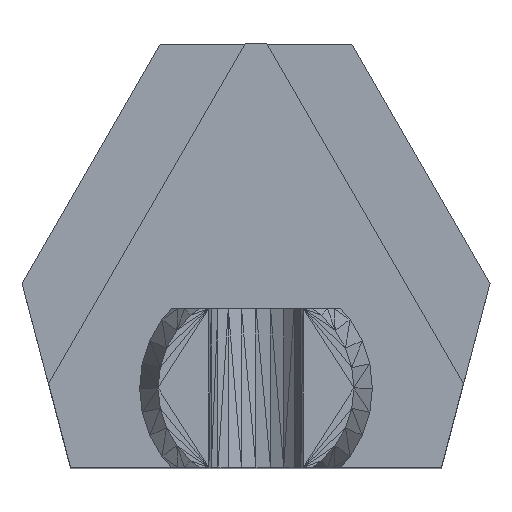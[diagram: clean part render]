
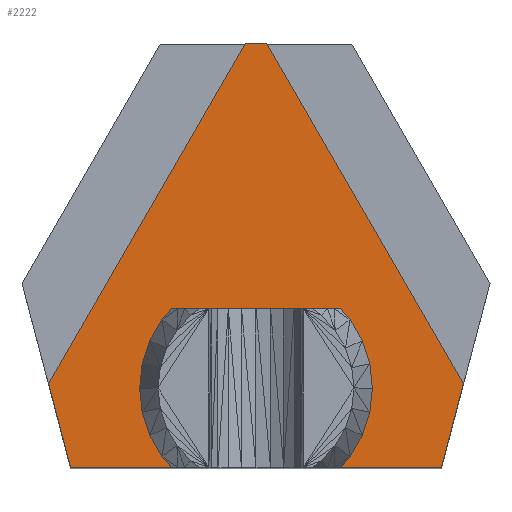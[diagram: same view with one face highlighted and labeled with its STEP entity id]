
A CAD part, top view. The second image highlights one B-rep face of the part: STEP entity #2222.
In plain terms, the highlighted planar face has unit normal (0, 0, 1).
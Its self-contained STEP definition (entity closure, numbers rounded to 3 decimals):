
#112 = VECTOR ( 'NONE', #6240, 1000. ) ;
#430 = VECTOR ( 'NONE', #788, 1000. ) ;
#559 = ORIENTED_EDGE ( 'NONE', *, *, #6458, .T. ) ;
#698 = EDGE_CURVE ( 'NONE', #1113, #1431, #8354, .T. ) ;
#788 = DIRECTION ( 'NONE',  ( -0.5, 0.866, 0. ) ) ;
#1052 = DIRECTION ( 'NONE',  ( -1., 0., 0. ) ) ;
#1113 = VERTEX_POINT ( 'NONE', #2693 ) ;
#1161 = DIRECTION ( 'NONE',  ( 1., 0., 0. ) ) ;
#1431 = VERTEX_POINT ( 'NONE', #9148 ) ;
#1492 = LINE ( 'NONE', #4356, #430 ) ;
#1685 = ORIENTED_EDGE ( 'NONE', *, *, #7723, .T. ) ;
#1756 = CARTESIAN_POINT ( 'NONE',  ( -2.598, 7.5, 18. ) ) ;
#2222 = ADVANCED_FACE ( 'NONE', ( #4222 ), #4971, .F. ) ;
#2389 = EDGE_CURVE ( 'NONE', #8608, #6503, #1492, .T. ) ;
#2584 = LINE ( 'NONE', #3980, #4817 ) ;
#2693 = CARTESIAN_POINT ( 'NONE',  ( -0.289, 7.5, 18. ) ) ;
#2865 = DIRECTION ( 'NONE',  ( -1., 0., 0. ) ) ;
#3451 = CARTESIAN_POINT ( 'NONE',  ( 0.289, 7.5, 18. ) ) ;
#3727 = EDGE_LOOP ( 'NONE', ( #5332, #3920, #559, #1685, #8536, #4870 ) ) ;
#3750 = VECTOR ( 'NONE', #4947, 1000. ) ;
#3920 = ORIENTED_EDGE ( 'NONE', *, *, #698, .T. ) ;
#3980 = CARTESIAN_POINT ( 'NONE',  ( 6.928, -4., 18. ) ) ;
#3999 = VERTEX_POINT ( 'NONE', #9029 ) ;
#4222 = FACE_OUTER_BOUND ( 'NONE', #3727, .T. ) ;
#4288 = CARTESIAN_POINT ( 'NONE',  ( 5.615, -1.725, 18. ) ) ;
#4328 = AXIS2_PLACEMENT_3D ( 'NONE', #5584, #6960, #2865 ) ;
#4356 = CARTESIAN_POINT ( 'NONE',  ( 0., 8., 18. ) ) ;
#4817 = VECTOR ( 'NONE', #1161, 1000. ) ;
#4860 = LINE ( 'NONE', #7734, #3750 ) ;
#4870 = ORIENTED_EDGE ( 'NONE', *, *, #2389, .T. ) ;
#4947 = DIRECTION ( 'NONE',  ( 0.253, -0.967, 0. ) ) ;
#4971 = PLANE ( 'NONE',  #4328 ) ;
#5332 = ORIENTED_EDGE ( 'NONE', *, *, #8747, .T. ) ;
#5425 = VECTOR ( 'NONE', #1052, 1000. ) ;
#5584 = CARTESIAN_POINT ( 'NONE',  ( 0., 0., 18. ) ) ;
#5973 = DIRECTION ( 'NONE',  ( 0.253, 0.967, 0. ) ) ;
#6200 = CARTESIAN_POINT ( 'NONE',  ( -6.928, -4., 18. ) ) ;
#6240 = DIRECTION ( 'NONE',  ( -0.5, -0.866, 0. ) ) ;
#6458 = EDGE_CURVE ( 'NONE', #1431, #3999, #4860, .T. ) ;
#6503 = VERTEX_POINT ( 'NONE', #3451 ) ;
#6587 = VERTEX_POINT ( 'NONE', #6835 ) ;
#6639 = LINE ( 'NONE', #7436, #9149 ) ;
#6835 = CARTESIAN_POINT ( 'NONE',  ( 5.019, -4., 18. ) ) ;
#6960 = DIRECTION ( 'NONE',  ( 0., 0., -1. ) ) ;
#7043 = EDGE_CURVE ( 'NONE', #6587, #8608, #6639, .T. ) ;
#7436 = CARTESIAN_POINT ( 'NONE',  ( 6.335, 1.027, 18. ) ) ;
#7723 = EDGE_CURVE ( 'NONE', #3999, #6587, #2584, .T. ) ;
#7734 = CARTESIAN_POINT ( 'NONE',  ( -6.335, 1.027, 18. ) ) ;
#8196 = LINE ( 'NONE', #1756, #5425 ) ;
#8354 = LINE ( 'NONE', #6200, #112 ) ;
#8536 = ORIENTED_EDGE ( 'NONE', *, *, #7043, .T. ) ;
#8608 = VERTEX_POINT ( 'NONE', #4288 ) ;
#8747 = EDGE_CURVE ( 'NONE', #6503, #1113, #8196, .T. ) ;
#9029 = CARTESIAN_POINT ( 'NONE',  ( -5.019, -4., 18. ) ) ;
#9148 = CARTESIAN_POINT ( 'NONE',  ( -5.615, -1.725, 18. ) ) ;
#9149 = VECTOR ( 'NONE', #5973, 1000. ) ;
